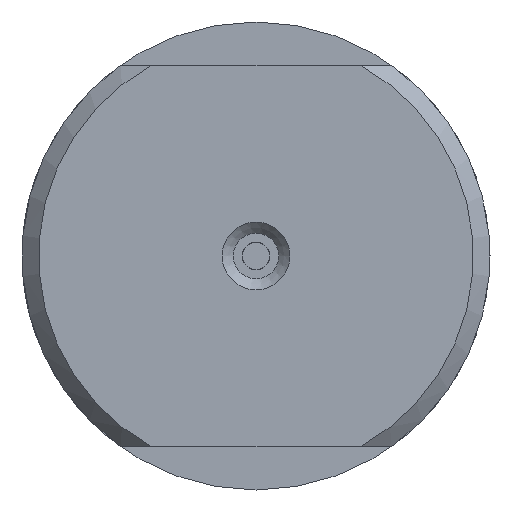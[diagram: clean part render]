
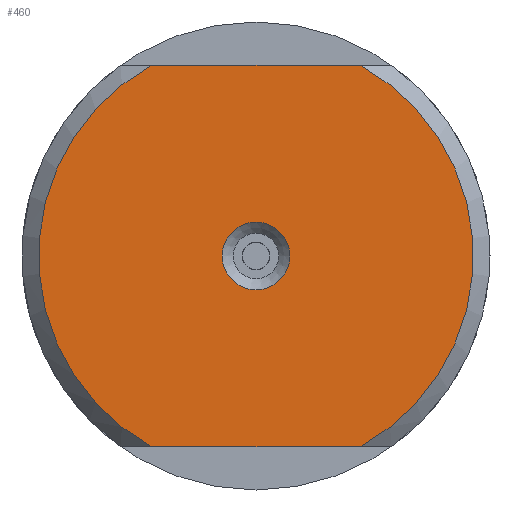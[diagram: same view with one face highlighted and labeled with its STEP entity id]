
A CAD part, left-side view. The second image highlights one B-rep face of the part: STEP entity #460.
In plain terms, the highlighted planar face has unit normal (-1, 0, 0).
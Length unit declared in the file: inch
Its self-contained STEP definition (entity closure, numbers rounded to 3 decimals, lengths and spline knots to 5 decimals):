
#22=LINE('',#804,#32);
#26=LINE('',#821,#36);
#32=VECTOR('',#636,0.37591);
#36=VECTOR('',#642,0.37591);
#52=PLANE('',#525);
#72=FACE_BOUND('',#176,.T.);
#122=FACE_OUTER_BOUND('',#175,.T.);
#175=EDGE_LOOP('',(#390,#391,#392,#393));
#176=EDGE_LOOP('',(#394));
#203=CIRCLE('',#493,0.061);
#218=CIRCLE('',#524,0.392);
#219=CIRCLE('',#526,0.392);
#236=VERTEX_POINT('',#724);
#253=VERTEX_POINT('',#799);
#254=VERTEX_POINT('',#803);
#259=VERTEX_POINT('',#816);
#260=VERTEX_POINT('',#820);
#279=EDGE_CURVE('',#236,#236,#203,.T.);
#298=EDGE_CURVE('',#254,#253,#22,.T.);
#304=EDGE_CURVE('',#260,#259,#26,.T.);
#312=EDGE_CURVE('',#254,#259,#218,.T.);
#313=EDGE_CURVE('',#260,#253,#219,.T.);
#390=ORIENTED_EDGE('',*,*,#298,.T.);
#391=ORIENTED_EDGE('',*,*,#313,.F.);
#392=ORIENTED_EDGE('',*,*,#304,.T.);
#393=ORIENTED_EDGE('',*,*,#312,.F.);
#394=ORIENTED_EDGE('',*,*,#279,.T.);
#460=ADVANCED_FACE('',(#122,#72),#52,.T.);
#493=AXIS2_PLACEMENT_3D('',#725,#587,#588);
#524=AXIS2_PLACEMENT_3D('',#837,#659,#660);
#525=AXIS2_PLACEMENT_3D('',#838,#661,#662);
#526=AXIS2_PLACEMENT_3D('',#839,#663,#664);
#587=DIRECTION('center_axis',(1.,0.,0.));
#588=DIRECTION('ref_axis',(0.,1.,0.));
#636=DIRECTION('',(0.,-1.,0.));
#642=DIRECTION('',(0.,1.,0.));
#659=DIRECTION('center_axis',(1.,0.,0.));
#660=DIRECTION('ref_axis',(0.,1.,0.));
#661=DIRECTION('center_axis',(-1.,0.,0.));
#662=DIRECTION('ref_axis',(0.,0.,1.));
#663=DIRECTION('center_axis',(1.,0.,0.));
#664=DIRECTION('ref_axis',(0.,1.,0.));
#724=CARTESIAN_POINT('',(0.,0.061,0.));
#725=CARTESIAN_POINT('Origin',(0.,0.,0.));
#799=CARTESIAN_POINT('',(0.,-0.18796,-0.344));
#803=CARTESIAN_POINT('',(0.,0.18796,-0.344));
#804=CARTESIAN_POINT('',(0.,-0.11077,-0.344));
#816=CARTESIAN_POINT('',(0.,0.18796,0.344));
#820=CARTESIAN_POINT('',(0.,-0.18796,0.344));
#821=CARTESIAN_POINT('',(0.,0.29933,0.344));
#837=CARTESIAN_POINT('Origin',(0.,0.,0.));
#838=CARTESIAN_POINT('Origin',(0.,0.196,0.));
#839=CARTESIAN_POINT('Origin',(0.,0.,0.));
